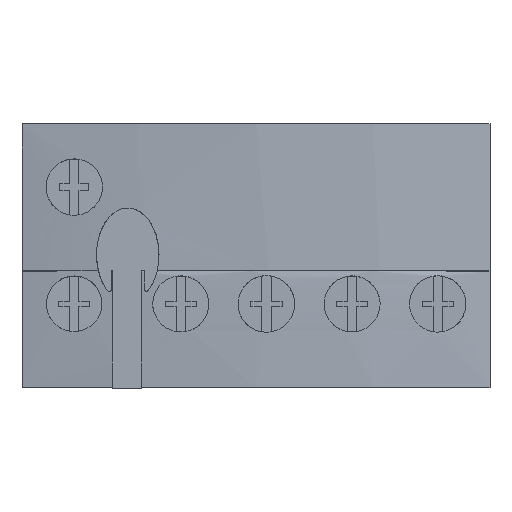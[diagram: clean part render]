
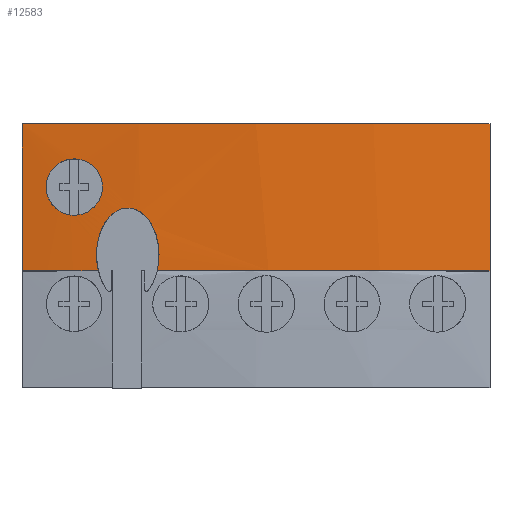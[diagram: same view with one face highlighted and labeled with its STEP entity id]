
A CAD part, top view. The second image highlights one B-rep face of the part: STEP entity #12583.
In plain terms, the highlighted cylindrical face has radius 128 mm (diameter 256 mm), a partial arc.
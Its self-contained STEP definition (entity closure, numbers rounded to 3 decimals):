
#84=DIRECTION('',(0.,-1.,0.));
#85=VECTOR('',#84,14.05);
#86=CARTESIAN_POINT('',(0.,25.3,56.941));
#87=LINE('',#86,#85);
#2039=DIRECTION('',(0.,-1.,0.));
#2040=VECTOR('',#2039,14.05);
#2041=CARTESIAN_POINT('',(44.8,25.3,56.909));
#2042=LINE('',#2041,#2040);
#2621=CARTESIAN_POINT('',(22.31,11.25,-69.1));
#2622=DIRECTION('',(0.,-1.,0.));
#2623=DIRECTION('',(-0.117,0.,0.993));
#2624=AXIS2_PLACEMENT_3D('',#2621,#2622,#2623);
#2679=CARTESIAN_POINT('',(22.31,11.25,-69.1));
#2680=DIRECTION('',(0.,-1.,0.));
#2681=DIRECTION('',(0.176,0.,0.984));
#2682=AXIS2_PLACEMENT_3D('',#2679,#2680,#2681);
#2730=CARTESIAN_POINT('',(10.094,17.237,58.316));
#2731=CARTESIAN_POINT('',(9.944,17.235,58.301));
#2732=CARTESIAN_POINT('',(9.645,17.198,58.272));
#2733=CARTESIAN_POINT('',(9.181,17.027,58.225));
#2734=CARTESIAN_POINT('',(8.782,16.775,58.183));
#2735=CARTESIAN_POINT('',(8.433,16.464,58.146));
#2736=CARTESIAN_POINT('',(8.135,16.114,58.113));
#2737=CARTESIAN_POINT('',(7.877,15.724,58.084));
#2738=CARTESIAN_POINT('',(7.656,15.299,58.058));
#2739=CARTESIAN_POINT('',(7.472,14.84,58.037));
#2740=CARTESIAN_POINT('',(7.328,14.363,58.02));
#2741=CARTESIAN_POINT('',(7.223,13.87,58.008));
#2742=CARTESIAN_POINT('',(7.158,13.369,58.));
#2743=CARTESIAN_POINT('',(7.139,13.036,57.998));
#2744=CARTESIAN_POINT('',(7.136,12.869,57.997));
#2749=CARTESIAN_POINT('',(7.136,12.869,57.997));
#2750=CARTESIAN_POINT('',(7.133,12.681,57.997));
#2751=CARTESIAN_POINT('',(7.142,12.309,57.998));
#2752=CARTESIAN_POINT('',(7.2,11.767,58.005));
#2753=CARTESIAN_POINT('',(7.267,11.42,58.013));
#2754=CARTESIAN_POINT('',(7.307,11.25,58.018));
#2759=CARTESIAN_POINT('',(12.943,11.25,58.557));
#2760=CARTESIAN_POINT('',(12.978,11.4,58.559));
#2761=CARTESIAN_POINT('',(13.039,11.706,58.564));
#2762=CARTESIAN_POINT('',(13.097,12.185,58.568));
#2763=CARTESIAN_POINT('',(13.113,12.513,58.569));
#2764=CARTESIAN_POINT('',(13.114,12.679,58.569));
#2769=CARTESIAN_POINT('',(13.114,12.679,58.569));
#2770=CARTESIAN_POINT('',(13.116,12.853,58.569));
#2771=CARTESIAN_POINT('',(13.106,13.201,58.569));
#2772=CARTESIAN_POINT('',(13.051,13.721,58.565));
#2773=CARTESIAN_POINT('',(12.954,14.234,58.558));
#2774=CARTESIAN_POINT('',(12.814,14.736,58.547));
#2775=CARTESIAN_POINT('',(12.629,15.222,58.533));
#2776=CARTESIAN_POINT('',(12.402,15.675,58.516));
#2777=CARTESIAN_POINT('',(12.134,16.089,58.495));
#2778=CARTESIAN_POINT('',(11.824,16.458,58.47));
#2779=CARTESIAN_POINT('',(11.46,16.782,58.44));
#2780=CARTESIAN_POINT('',(11.043,17.041,58.403));
#2781=CARTESIAN_POINT('',(10.555,17.211,58.359));
#2782=CARTESIAN_POINT('',(10.249,17.24,58.331));
#2783=CARTESIAN_POINT('',(10.094,17.237,58.316));
#2834=CARTESIAN_POINT('',(2.307,19.25,57.327));
#2835=CARTESIAN_POINT('',(2.307,19.465,57.327));
#2836=CARTESIAN_POINT('',(2.356,19.884,57.335));
#2837=CARTESIAN_POINT('',(2.589,20.511,57.372));
#2838=CARTESIAN_POINT('',(2.961,21.049,57.429));
#2839=CARTESIAN_POINT('',(3.439,21.479,57.502));
#2840=CARTESIAN_POINT('',(4.031,21.796,57.589));
#2841=CARTESIAN_POINT('',(4.68,21.953,57.681));
#2842=CARTESIAN_POINT('',(5.321,21.954,57.768));
#2843=CARTESIAN_POINT('',(5.97,21.798,57.853));
#2844=CARTESIAN_POINT('',(6.563,21.482,57.928));
#2845=CARTESIAN_POINT('',(7.041,21.055,57.986));
#2846=CARTESIAN_POINT('',(7.416,20.516,58.031));
#2847=CARTESIAN_POINT('',(7.651,19.887,58.058));
#2848=CARTESIAN_POINT('',(7.7,19.466,58.063));
#2849=CARTESIAN_POINT('',(7.7,19.25,58.063));
#2854=CARTESIAN_POINT('',(7.7,19.25,58.063));
#2855=CARTESIAN_POINT('',(7.7,19.038,58.063));
#2856=CARTESIAN_POINT('',(7.652,18.633,58.058));
#2857=CARTESIAN_POINT('',(7.444,18.056,58.034));
#2858=CARTESIAN_POINT('',(7.154,17.596,58.));
#2859=CARTESIAN_POINT('',(6.787,17.204,57.956));
#2860=CARTESIAN_POINT('',(6.33,16.88,57.899));
#2861=CARTESIAN_POINT('',(5.804,16.653,57.832));
#2862=CARTESIAN_POINT('',(5.235,16.547,57.756));
#2863=CARTESIAN_POINT('',(4.753,16.549,57.691));
#2864=CARTESIAN_POINT('',(4.184,16.659,57.61));
#2865=CARTESIAN_POINT('',(3.663,16.889,57.535));
#2866=CARTESIAN_POINT('',(3.212,17.211,57.467));
#2867=CARTESIAN_POINT('',(2.85,17.6,57.412));
#2868=CARTESIAN_POINT('',(2.562,18.058,57.368));
#2869=CARTESIAN_POINT('',(2.355,18.633,57.335));
#2870=CARTESIAN_POINT('',(2.307,19.038,57.327));
#2871=CARTESIAN_POINT('',(2.307,19.25,57.327));
#3647=CARTESIAN_POINT('',(22.31,25.3,-69.1));
#3648=DIRECTION('',(0.,-1.,0.));
#3649=DIRECTION('',(0.176,0.,0.984));
#3650=AXIS2_PLACEMENT_3D('',#3647,#3648,#3649);
#9336=CARTESIAN_POINT('',(0.,25.3,56.941));
#9337=CARTESIAN_POINT('',(0.,11.25,56.941));
#9338=VERTEX_POINT('',#9336);
#9339=VERTEX_POINT('',#9337);
#9340=CARTESIAN_POINT('',(44.8,25.3,56.909));
#9341=CARTESIAN_POINT('',(44.8,11.25,56.909));
#9342=VERTEX_POINT('',#9340);
#9343=VERTEX_POINT('',#9341);
#9816=CARTESIAN_POINT('',(7.307,11.25,58.018));
#9817=VERTEX_POINT('',#9816);
#9826=CARTESIAN_POINT('',(12.943,11.25,58.557));
#9827=VERTEX_POINT('',#9826);
#9828=VERTEX_POINT('',#2730);
#9829=VERTEX_POINT('',#2744);
#9836=VERTEX_POINT('',#2764);
#9850=VERTEX_POINT('',#2834);
#9851=VERTEX_POINT('',#2849);
#12557=CARTESIAN_POINT('',(22.31,11.25,-69.1));
#12558=DIRECTION('',(0.,-1.,0.));
#12559=DIRECTION('',(1.,0.,0.));
#12560=AXIS2_PLACEMENT_3D('',#12557,#12558,#12559);
#12561=CYLINDRICAL_SURFACE('',#12560,128.);
#12563=ORIENTED_EDGE('',*,*,#12562,.T.);
#12564=ORIENTED_EDGE('',*,*,#12546,.T.);
#12565=ORIENTED_EDGE('',*,*,#12456,.T.);
#12566=ORIENTED_EDGE('',*,*,#10965,.F.);
#12568=ORIENTED_EDGE('',*,*,#12567,.F.);
#12569=ORIENTED_EDGE('',*,*,#12220,.T.);
#12570=ORIENTED_EDGE('',*,*,#12478,.T.);
#12572=ORIENTED_EDGE('',*,*,#12571,.T.);
#12574=ORIENTED_EDGE('',*,*,#12573,.T.);
#12575=EDGE_LOOP('',(#12563,#12564,#12565,#12566,#12568,#12569,#12570,#12572,
#12574));
#12576=FACE_OUTER_BOUND('',#12575,.F.);
#12578=ORIENTED_EDGE('',*,*,#12577,.F.);
#12580=ORIENTED_EDGE('',*,*,#12579,.F.);
#12581=EDGE_LOOP('',(#12578,#12580));
#12582=FACE_BOUND('',#12581,.F.);
#2625=CIRCLE('',#2624,128.);
#2683=CIRCLE('',#2682,128.);
#2745=B_SPLINE_CURVE_WITH_KNOTS('',3,(#2730,#2731,#2732,#2733,#2734,#2735,#2736,
#2737,#2738,#2739,#2740,#2741,#2742,#2743,#2744),.UNSPECIFIED.,.F.,.F.,(4,1,1,1,
1,1,1,1,1,1,1,1,4),(0.,0.083,0.167,0.25,
0.333,0.417,0.5,0.583,0.667,
0.75,0.833,0.917,1.),.UNSPECIFIED.);
#2755=B_SPLINE_CURVE_WITH_KNOTS('',3,(#2749,#2750,#2751,#2752,#2753,#2754),
.UNSPECIFIED.,.F.,.F.,(4,1,1,4),(0.,0.333,0.667,1.),
.UNSPECIFIED.);
#2765=B_SPLINE_CURVE_WITH_KNOTS('',3,(#2759,#2760,#2761,#2762,#2763,#2764),
.UNSPECIFIED.,.F.,.F.,(4,1,1,4),(0.,0.333,0.667,1.),
.UNSPECIFIED.);
#2784=B_SPLINE_CURVE_WITH_KNOTS('',3,(#2769,#2770,#2771,#2772,#2773,#2774,#2775,
#2776,#2777,#2778,#2779,#2780,#2781,#2782,#2783),.UNSPECIFIED.,.F.,.F.,(4,1,1,1,
1,1,1,1,1,1,1,1,4),(0.,0.083,0.167,0.25,
0.333,0.417,0.5,0.583,0.667,
0.75,0.833,0.917,1.),.UNSPECIFIED.);
#2850=B_SPLINE_CURVE_WITH_KNOTS('',3,(#2834,#2835,#2836,#2837,#2838,#2839,#2840,
#2841,#2842,#2843,#2844,#2845,#2846,#2847,#2848,#2849),.UNSPECIFIED.,.F.,.F.,(4,
1,1,1,1,1,1,1,1,1,1,1,1,4),(0.,0.077,0.154,
0.231,0.308,0.385,0.462,
0.538,0.615,0.692,0.769,
0.846,0.923,1.),.UNSPECIFIED.);
#2872=B_SPLINE_CURVE_WITH_KNOTS('',3,(#2854,#2855,#2856,#2857,#2858,#2859,#2860,
#2861,#2862,#2863,#2864,#2865,#2866,#2867,#2868,#2869,#2870,#2871),
.UNSPECIFIED.,.F.,.F.,(4,1,1,1,1,1,1,1,1,1,1,1,1,1,1,4),(0.,0.067,
0.133,0.2,0.267,0.333,0.4,
0.467,0.533,0.6,0.667,0.733,
0.8,0.867,0.933,1.),.UNSPECIFIED.);
#3651=CIRCLE('',#3650,128.);
#10965=EDGE_CURVE('',#9338,#9339,#87,.T.);
#12220=EDGE_CURVE('',#9342,#9343,#2042,.T.);
#12456=EDGE_CURVE('',#9817,#9339,#2625,.T.);
#12478=EDGE_CURVE('',#9343,#9827,#2683,.T.);
#12546=EDGE_CURVE('',#9829,#9817,#2755,.T.);
#12562=EDGE_CURVE('',#9828,#9829,#2745,.T.);
#12567=EDGE_CURVE('',#9342,#9338,#3651,.T.);
#12571=EDGE_CURVE('',#9827,#9836,#2765,.T.);
#12573=EDGE_CURVE('',#9836,#9828,#2784,.T.);
#12577=EDGE_CURVE('',#9850,#9851,#2850,.T.);
#12579=EDGE_CURVE('',#9851,#9850,#2872,.T.);
#12583=ADVANCED_FACE('',(#12576,#12582),#12561,.T.);
